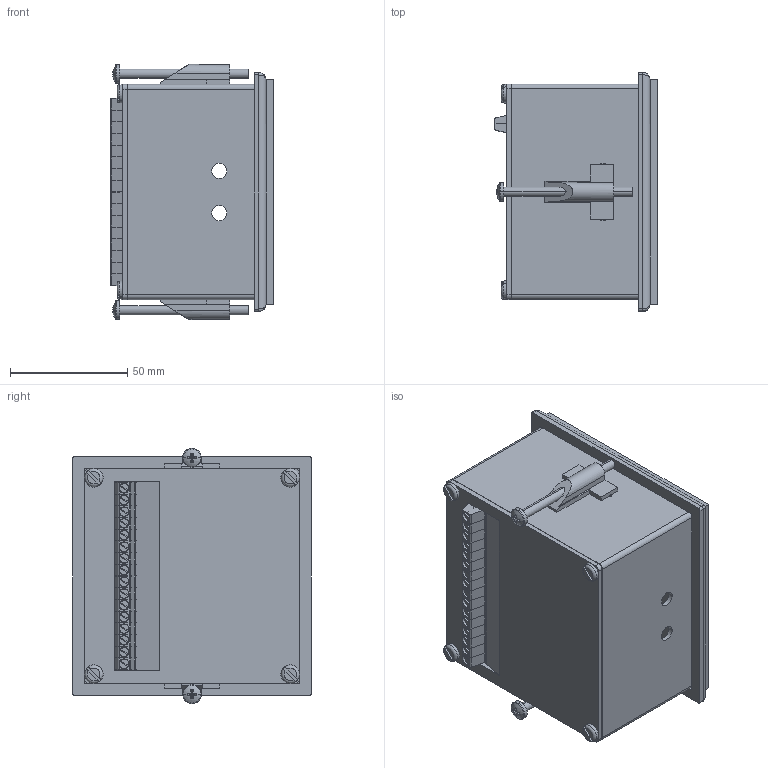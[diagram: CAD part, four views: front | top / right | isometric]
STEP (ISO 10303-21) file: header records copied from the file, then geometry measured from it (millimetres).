
FILE_DESCRIPTION (( 'STEP AP214' ), '1' );
FILE_NAME ('3D ìîäåëü ÒÐÌ212-Ù1.ÕÕ.STEP', '2015-08-11T13:07:08', ( 'adm' ), ( 'owen' ), 'SwSTEP 2.0', 'SolidWorks 2013', '' );
FILE_SCHEMA (( 'AUTOMOTIVE_DESIGN' ));
Length unit declared in the file: millimetre
Products named in the file (10): 抔樦憵; 鏢鵿櫡 膹樦擨鴀鍒; Pan Cross Head_AM4_55_B18.6.7M - M4 x 0.7 x 40 Type I Cross Recessed PHMS --40N; ﾇ琥韲; Êîðïóñ ÒÐÌ212-Ù1 çàä; Êîðïóñ ÒÐÌ212-Ù1 ïåðåä; 3D ìîäåëü ÒÐÌ212-Ù1.ÕÕ; TRM212_002F04M; Óïëîòíèòåëü; slotted pan head screw_iso_ISO 1580 - M4 x 20 --- 20N
Assembly tree (29 placements, depth 3):
  3D ìîäåëü ÒÐÌ212-Ù1.ÕÕ
    Êîðïóñ ÒÐÌ212-Ù1 çàä
    Pan Cross Head_AM4_55_B18.6.7M - M4 x 0.7 x 40 Type I Cross Recessed PHMS --40N  x2
    TRM212_002F04M
    slotted pan head screw_iso_ISO 1580 - M4 x 20 --- 20N  x4
    ﾇ琥韲  x2
    鏢鵿櫡 膹樦擨鴀鍒
      抔樦憵  x16
    Êîðïóñ ÒÐÌ212-Ù1 ïåðåä
    Óïëîòíèòåëü
Bounding box: 69.25 x 102 x 109 mm (x, y, z)
Volume: 132349.8 mm3; surface area: 123281.2 mm2
Topology: 28 solids, 28 shells, 2097 faces, 5257 edges, 3466 vertices
Faces by surface type: plane 1459, bspline 308, cylinder 306, torus 12, cone 8, sphere 4
Entity records: 55030 total; most frequent: CARTESIAN_POINT 11351, ORIENTED_EDGE 6980, DIRECTION 5218, EDGE_CURVE 3490, VECTOR 2632, LINE 2632, VERTEX_POINT 2316, EDGE_LOOP 1506
